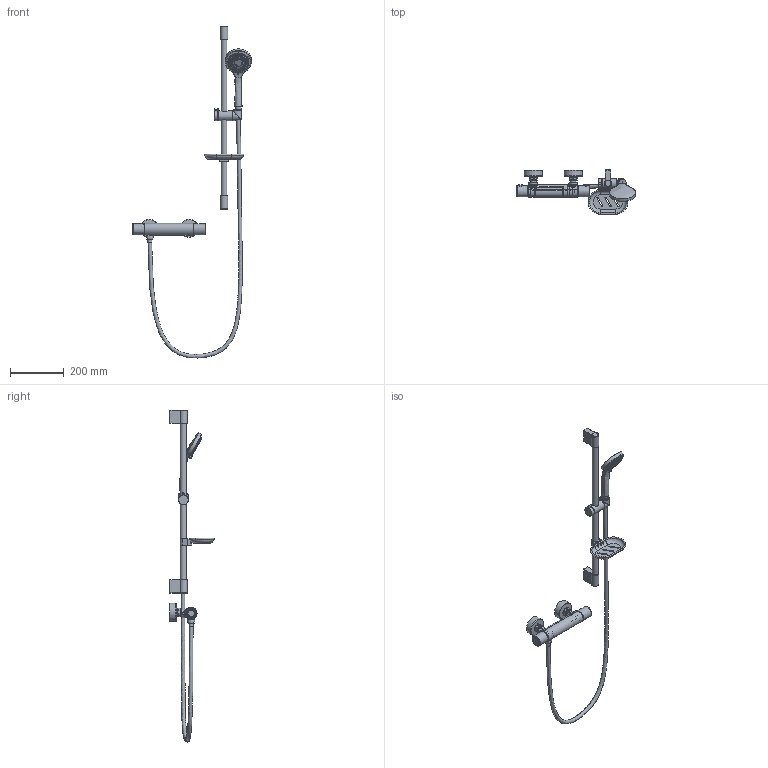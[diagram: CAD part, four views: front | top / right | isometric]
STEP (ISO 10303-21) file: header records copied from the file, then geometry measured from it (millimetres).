
FILE_DESCRIPTION (( 'STEP AP203' ), '1' );
FILE_NAME ('96DP05382.STEP', '2020-12-22T11:08:44', ( '' ), ( '' ), 'SwSTEP 2.0', 'SolidWorks 2018', '' );
FILE_SCHEMA (( 'CONFIG_CONTROL_DESIGN' ));
Length unit declared in the file: millimetre
Products named in the file (1): 96DP05382
Bounding box: 441.39 x 164 x 1232.08 mm (x, y, z)
Volume: 1226193 mm3; surface area: 365802.9 mm2
Topology: 25 solids, 25 shells, 830 faces, 1909 edges, 1232 vertices
Faces by surface type: plane 365, cylinder 292, bspline 62, cone 51, torus 47, sphere 13
Full cylindrical faces by diameter (mm): 2 x9, 3 x2, 4 x69, 6 x1, 8.2 x1, 8.8 x1, 10 x2, 12.6 x1, 13 x1, 14 x1, 15 x7, 16 x1, 16.2 x2, 16.551 x1, 17 x1, 17.8 x1, 18 x3, 18.2 x2, 18.4 x1, 18.5 x3, 18.8 x1, 19 x2, 19.751 x1, 20 x3, 20.5 x2, 20.6 x1, 20.8 x2, 21 x3, 21.5 x1, 22 x2
Entity records: 35405 total; most frequent: CARTESIAN_POINT 18906, DIRECTION 3188, ORIENTED_EDGE 3106, EDGE_CURVE 1553, AXIS2_PLACEMENT_3D 1308, EDGE_LOOP 1218, VERTEX_POINT 1117, FACE_OUTER_BOUND 1012
